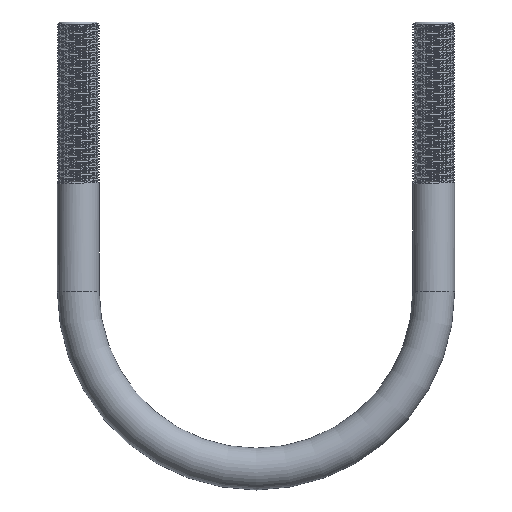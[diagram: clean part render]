
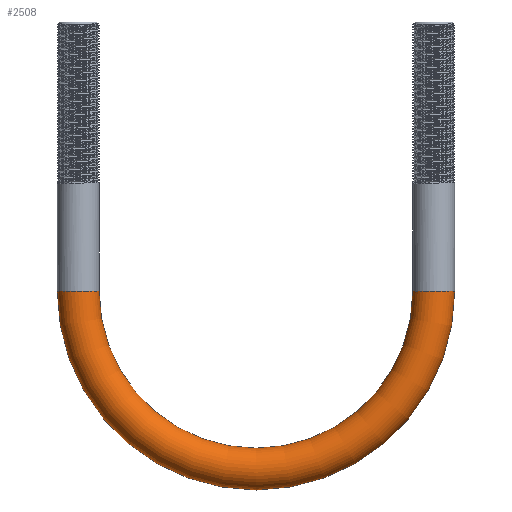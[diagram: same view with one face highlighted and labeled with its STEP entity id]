
A CAD part, front view. The second image highlights one B-rep face of the part: STEP entity #2508.
In plain terms, the highlighted toroidal (fillet/blend) face has major radius 68 mm and minor radius 8 mm.
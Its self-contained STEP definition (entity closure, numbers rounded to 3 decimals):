
#1931 = CARTESIAN_POINT ( 'NONE',  ( -24.5, 0., -174.642 ) ) ;
#2217 = FACE_OUTER_BOUND ( 'NONE', #18451, .T. ) ;
#2508 = ADVANCED_FACE ( 'NONE', ( #2217 ), #12345, .T. ) ;
#2559 = DIRECTION ( 'NONE',  ( -1., 0., 0. ) ) ;
#3402 = DIRECTION ( 'NONE',  ( 0., 0., 1. ) ) ;
#4888 = CARTESIAN_POINT ( 'NONE',  ( 51.5, 0., -174.642 ) ) ;
#6285 = ORIENTED_EDGE ( 'NONE', *, *, #15531, .T. ) ;
#6386 = ORIENTED_EDGE ( 'NONE', *, *, #11017, .F. ) ;
#7260 = CARTESIAN_POINT ( 'NONE',  ( 119.5, 0., -174.642 ) ) ;
#7721 = ORIENTED_EDGE ( 'NONE', *, *, #9959, .T. ) ;
#7910 = DIRECTION ( 'NONE',  ( 0., 0., -1. ) ) ;
#8693 = AXIS2_PLACEMENT_3D ( 'NONE', #9153, #17922, #16333 ) ;
#9153 = CARTESIAN_POINT ( 'NONE',  ( 51.5, 0., -174.642 ) ) ;
#9571 = CARTESIAN_POINT ( 'NONE',  ( 127.5, 0., -174.642 ) ) ;
#9959 = EDGE_CURVE ( 'NONE', #12721, #15807, #17488, .T. ) ;
#9991 = AXIS2_PLACEMENT_3D ( 'NONE', #4888, #11405, #20173 ) ;
#10228 = CARTESIAN_POINT ( 'NONE',  ( 51.5, 0., -174.642 ) ) ;
#10557 = DIRECTION ( 'NONE',  ( 0., 0., 1. ) ) ;
#11017 = EDGE_CURVE ( 'NONE', #12520, #15807, #14610, .T. ) ;
#11405 = DIRECTION ( 'NONE',  ( 0., 1., 0. ) ) ;
#12345 = TOROIDAL_SURFACE ( 'NONE', #8693, 68., 8. ) ;
#12520 = VERTEX_POINT ( 'NONE', #9571 ) ;
#12721 = VERTEX_POINT ( 'NONE', #19110 ) ;
#14610 = CIRCLE ( 'NONE', #17848, 76. ) ;
#14804 = CIRCLE ( 'NONE', #16598, 8. ) ;
#15531 = EDGE_CURVE ( 'NONE', #20720, #12721, #18721, .T. ) ;
#15807 = VERTEX_POINT ( 'NONE', #1931 ) ;
#16146 = DIRECTION ( 'NONE',  ( 1., 0., 0. ) ) ;
#16333 = DIRECTION ( 'NONE',  ( 0., 0., 1. ) ) ;
#16356 = CARTESIAN_POINT ( 'NONE',  ( 111.5, 0., -174.642 ) ) ;
#16598 = AXIS2_PLACEMENT_3D ( 'NONE', #7260, #10557, #16146 ) ;
#16675 = CARTESIAN_POINT ( 'NONE',  ( -16.5, 0., -174.642 ) ) ;
#17488 = CIRCLE ( 'NONE', #21141, 8. ) ;
#17848 = AXIS2_PLACEMENT_3D ( 'NONE', #10228, #20716, #3402 ) ;
#17922 = DIRECTION ( 'NONE',  ( 0., 1., 0. ) ) ;
#18451 = EDGE_LOOP ( 'NONE', ( #6386, #19828, #6285, #7721 ) ) ;
#18721 = CIRCLE ( 'NONE', #9991, 60. ) ;
#19110 = CARTESIAN_POINT ( 'NONE',  ( -8.5, 0., -174.642 ) ) ;
#19828 = ORIENTED_EDGE ( 'NONE', *, *, #22303, .F. ) ;
#20173 = DIRECTION ( 'NONE',  ( 0., 0., 1. ) ) ;
#20716 = DIRECTION ( 'NONE',  ( 0., 1., 0. ) ) ;
#20720 = VERTEX_POINT ( 'NONE', #16356 ) ;
#21141 = AXIS2_PLACEMENT_3D ( 'NONE', #16675, #7910, #2559 ) ;
#22303 = EDGE_CURVE ( 'NONE', #20720, #12520, #14804, .T. ) ;
